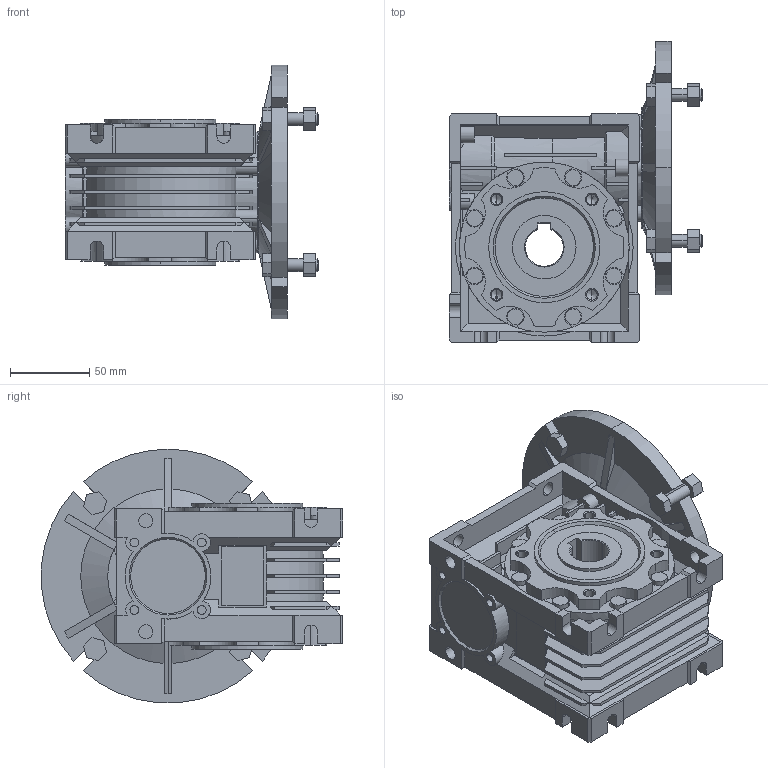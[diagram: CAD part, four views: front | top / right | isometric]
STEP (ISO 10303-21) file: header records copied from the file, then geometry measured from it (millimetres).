
FILE_DESCRIPTION (( 'STEP AP214' ), '1' );
FILE_NAME ('PMRV050_71_B5.STEP', '2018-05-29T10:58:22', ( 'admin' ), ( '' ), 'SwSTEP 2.0', 'SolidWorks 2018', '' );
FILE_SCHEMA (( 'AUTOMOTIVE_DESIGN' ));
Length unit declared in the file: millimetre
Products named in the file (1): PMRV050_71_B5
Bounding box: 160 x 189.77 x 159.8 mm (x, y, z)
Volume: 1157732.2 mm3; surface area: 260323.7 mm2
Topology: 4 solids, 9 shells, 1026 faces, 2711 edges, 1745 vertices
Faces by surface type: plane 608, cylinder 295, cone 119, torus 4
Entity records: 32647 total; most frequent: CARTESIAN_POINT 7006, ORIENTED_EDGE 5390, DIRECTION 5324, EDGE_CURVE 2695, AXIS2_PLACEMENT_3D 1841, VERTEX_POINT 1745, LINE 1642, VECTOR 1642
